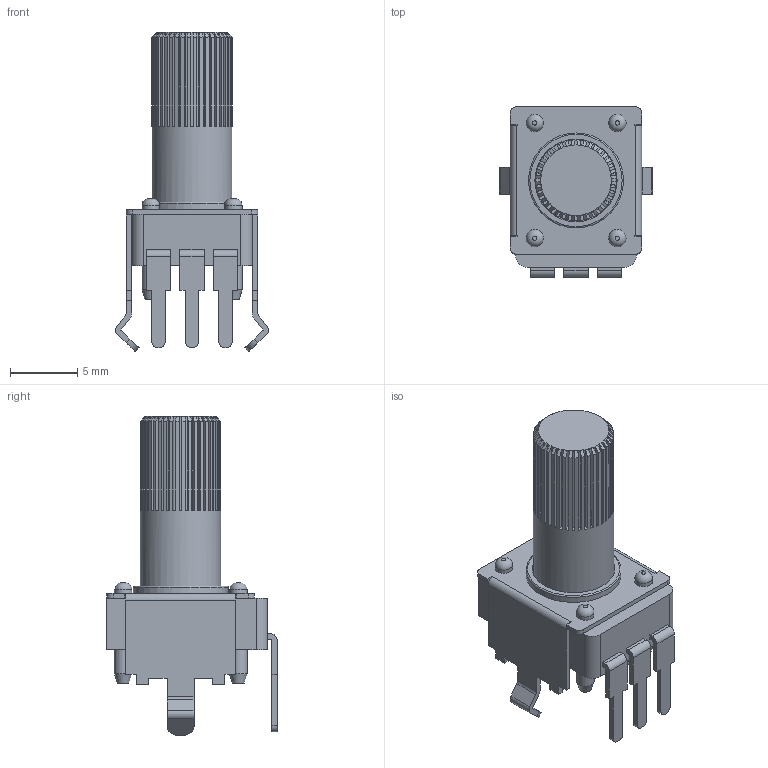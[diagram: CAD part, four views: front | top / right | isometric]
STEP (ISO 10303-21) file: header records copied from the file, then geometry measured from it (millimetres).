
FILE_DESCRIPTION(/* description */ ('Unknown'),/* implementation_level */ '2;1');
FILE_NAME(/* name */ 'RV09AF-40-20K-B10K',/* time_stamp */ '2024-09-24T10:47:05+02:00',/* author */ ('Unknown'),/* organization */ ('Unknown'),/* preprocessor_version */ 'ST-DEVELOPER v18.102',/* originating_system */ 'Solid Edge',/* authorisation */ 'Unknown');
FILE_SCHEMA (('AUTOMOTIVE_DESIGN {1 0 10303 214 3 1 1}'));
Length unit declared in the file: millimetre
Products named in the file (1): RV09AF-40-20K-B10K
Bounding box: 11.4 x 12.7 x 23.8 mm (x, y, z)
Volume: 883.5 mm3; surface area: 1228 mm2
Topology: 1 solids, 1 shells, 329 faces, 929 edges, 616 vertices
Faces by surface type: plane 276, cylinder 43, cone 5, torus 5
Full cylindrical faces by diameter (mm): 1.3 x4, 1.305 x4, 6 x1, 6.134 x1, 7.073 x1
Entity records: 12823 total; most frequent: CARTESIAN_POINT 2192, ORIENTED_EDGE 1794, DIRECTION 1614, EDGE_CURVE 897, VERTEX_POINT 605, LINE 600, VECTOR 600, AXIS2_PLACEMENT_3D 507
